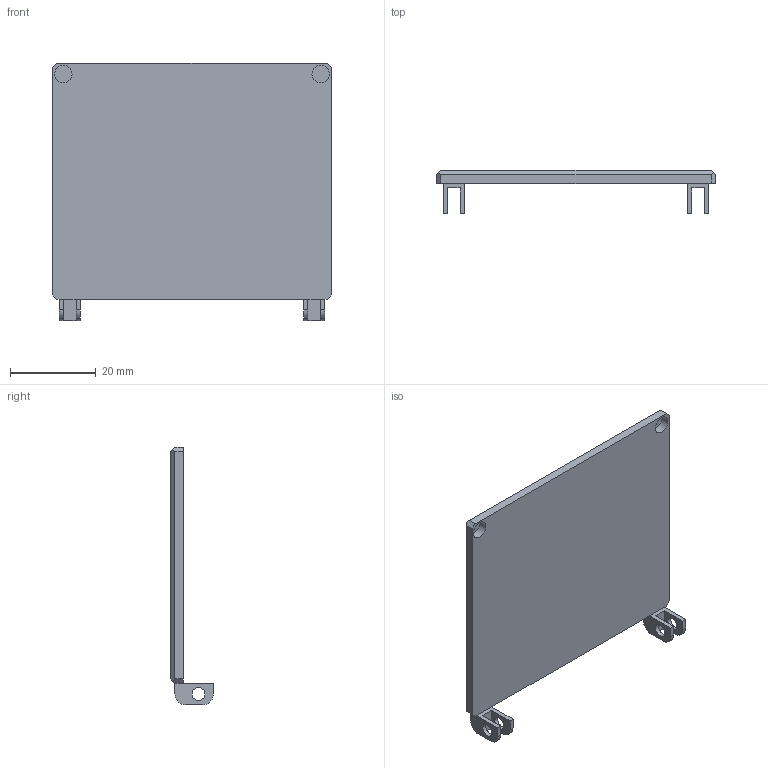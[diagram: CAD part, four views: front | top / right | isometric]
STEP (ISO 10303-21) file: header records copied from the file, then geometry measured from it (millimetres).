
FILE_DESCRIPTION(/* description */ (''),/* implementation_level */ '2;1');
FILE_NAME(/* name */ 'Control Box - Lid v2.step',/* time_stamp */ '2024-08-23T18:26:47-05:00',/* author */ (''),/* organization */ (''),/* preprocessor_version */ 'ST-DEVELOPER v20',/* originating_system */ 'Autodesk Translation Framework v13.14.0.145',/* authorisation */ '');
FILE_SCHEMA (('AUTOMOTIVE_DESIGN { 1 0 10303 214 3 1 1 }'));
Length unit declared in the file: millimetre
Products named in the file (1): Control Box - Lid
Bounding box: 65 x 10 x 60 mm (x, y, z)
Volume: 10690.6 mm3; surface area: 8387.8 mm2
Topology: 1 solids, 1 shells, 396 faces, 1093 edges, 726 vertices
Faces by surface type: bspline 228, plane 156, cylinder 12
Full cylindrical faces by diameter (mm): 3 x4, 4.1 x2
Entity records: 14686 total; most frequent: CARTESIAN_POINT 6092, ORIENTED_EDGE 2186, EDGE_CURVE 1093, DIRECTION 999, VERTEX_POINT 726, LINE 613, VECTOR 613, B_SPLINE_CURVE_WITH_KNOTS 456
